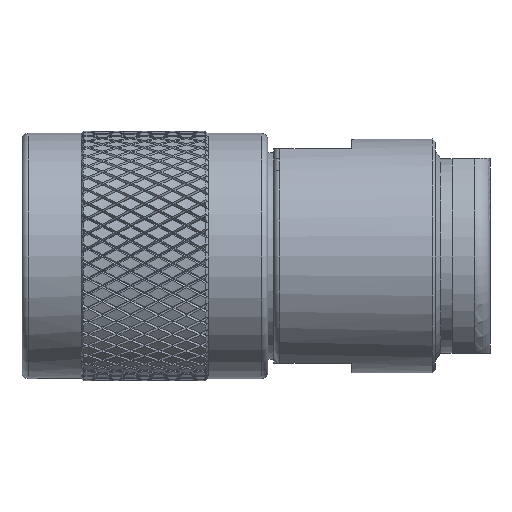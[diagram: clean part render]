
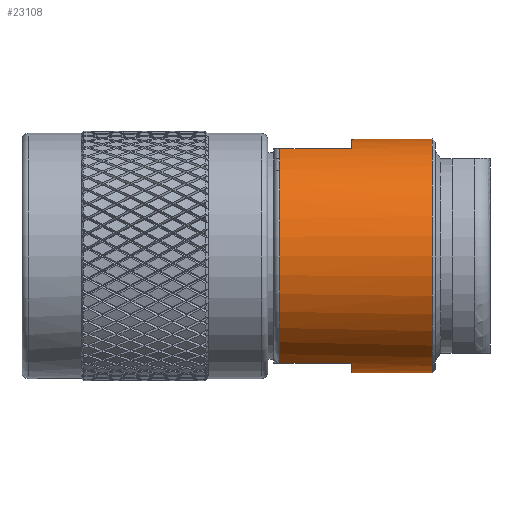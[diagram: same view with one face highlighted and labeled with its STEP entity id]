
A CAD part, front view. The second image highlights one B-rep face of the part: STEP entity #23108.
In plain terms, the highlighted cylindrical face has radius 9.525 mm (diameter 19.05 mm), a full revolution.
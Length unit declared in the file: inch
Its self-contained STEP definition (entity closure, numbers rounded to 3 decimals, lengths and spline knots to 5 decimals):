
#1887 = CARTESIAN_POINT ( 'NONE',  ( 1.12284, 0.1493, -0.344 ) ) ;
#2154 = FACE_OUTER_BOUND ( 'NONE', #77862, .T. ) ;
#2364 = CARTESIAN_POINT ( 'NONE',  ( 0.82642, 0., 0. ) ) ;
#3941 = ORIENTED_EDGE ( 'NONE', *, *, #29380, .T. ) ;
#4278 = ORIENTED_EDGE ( 'NONE', *, *, #102868, .T. ) ;
#5721 = CARTESIAN_POINT ( 'NONE',  ( 1.3151, 0., 0. ) ) ;
#5944 = ORIENTED_EDGE ( 'NONE', *, *, #57675, .T. ) ;
#9200 = CARTESIAN_POINT ( 'NONE',  ( 1.05642, 0.1493, 0.344 ) ) ;
#9221 = AXIS2_PLACEMENT_3D ( 'NONE', #68017, #60039, #77055 ) ;
#9920 = VERTEX_POINT ( 'NONE', #37481 ) ;
#11007 = DIRECTION ( 'NONE',  ( 1., 0., 0. ) ) ;
#12622 = CARTESIAN_POINT ( 'NONE',  ( 0.82642, 0.1493, 0.344 ) ) ;
#14391 = DIRECTION ( 'NONE',  ( -1., 0., 0. ) ) ;
#16245 = AXIS2_PLACEMENT_3D ( 'NONE', #68877, #68498, #26195 ) ;
#22900 = ORIENTED_EDGE ( 'NONE', *, *, #100691, .T. ) ;
#23108 = ADVANCED_FACE ( 'NONE', ( #2154, #30653 ), #94177, .T. ) ;
#24982 = VECTOR ( 'NONE', #35655, 39.37008 ) ;
#26195 = DIRECTION ( 'NONE',  ( 0., 0., 1. ) ) ;
#27063 = CIRCLE ( 'NONE', #82247, 0.375 ) ;
#27883 = VERTEX_POINT ( 'NONE', #12622 ) ;
#28106 = DIRECTION ( 'NONE',  ( 0., 0., 1. ) ) ;
#29380 = EDGE_CURVE ( 'NONE', #78417, #86920, #108357, .T. ) ;
#30653 = FACE_OUTER_BOUND ( 'NONE', #102413, .T. ) ;
#32571 = LINE ( 'NONE', #90023, #58185 ) ;
#34609 = CARTESIAN_POINT ( 'NONE',  ( 1.12284, -0.1493, -0.344 ) ) ;
#35655 = DIRECTION ( 'NONE',  ( -1., 0., 0. ) ) ;
#35990 = CIRCLE ( 'NONE', #53273, 0.375 ) ;
#36286 = CARTESIAN_POINT ( 'NONE',  ( 0.82642, -0.1493, -0.344 ) ) ;
#37481 = CARTESIAN_POINT ( 'NONE',  ( 0.82642, -0.1493, 0.344 ) ) ;
#39261 = CARTESIAN_POINT ( 'NONE',  ( 1.3151, 0., -0.375 ) ) ;
#40555 = DIRECTION ( 'NONE',  ( 0., 0., -1. ) ) ;
#40901 = VECTOR ( 'NONE', #60971, 39.37008 ) ;
#45416 = EDGE_CURVE ( 'NONE', #50068, #50068, #27063, .T. ) ;
#47007 = ORIENTED_EDGE ( 'NONE', *, *, #89308, .T. ) ;
#48605 = DIRECTION ( 'NONE',  ( 1., 0., 0. ) ) ;
#50068 = VERTEX_POINT ( 'NONE', #39261 ) ;
#50536 = CARTESIAN_POINT ( 'NONE',  ( 0.82642, 0.1493, -0.344 ) ) ;
#51716 = ORIENTED_EDGE ( 'NONE', *, *, #45416, .T. ) ;
#52214 = ORIENTED_EDGE ( 'NONE', *, *, #98683, .T. ) ;
#53273 = AXIS2_PLACEMENT_3D ( 'NONE', #61718, #79849, #28106 ) ;
#55031 = EDGE_CURVE ( 'NONE', #86920, #9920, #77416, .T. ) ;
#55055 = CIRCLE ( 'NONE', #9221, 0.375 ) ;
#55635 = DIRECTION ( 'NONE',  ( 0., 0., 1. ) ) ;
#55943 = LINE ( 'NONE', #34609, #99266 ) ;
#57675 = EDGE_CURVE ( 'NONE', #27883, #78417, #32571, .T. ) ;
#57915 = CARTESIAN_POINT ( 'NONE',  ( 1.05642, -0.1493, -0.344 ) ) ;
#58185 = VECTOR ( 'NONE', #11007, 39.37008 ) ;
#60039 = DIRECTION ( 'NONE',  ( 1., 0., 0. ) ) ;
#60971 = DIRECTION ( 'NONE',  ( -1., 0., 0. ) ) ;
#61718 = CARTESIAN_POINT ( 'NONE',  ( 0.82642, 0., 0. ) ) ;
#64713 = VERTEX_POINT ( 'NONE', #50536 ) ;
#65882 = ORIENTED_EDGE ( 'NONE', *, *, #66417, .T. ) ;
#66417 = EDGE_CURVE ( 'NONE', #9920, #74613, #69242, .T. ) ;
#68017 = CARTESIAN_POINT ( 'NONE',  ( 1.05642, 0., 0. ) ) ;
#68498 = DIRECTION ( 'NONE',  ( 1., 0., 0. ) ) ;
#68877 = CARTESIAN_POINT ( 'NONE',  ( 1.05642, 0., 0. ) ) ;
#69242 = CIRCLE ( 'NONE', #97302, 0.375 ) ;
#70075 = CARTESIAN_POINT ( 'NONE',  ( 1.12284, -0.1493, 0.344 ) ) ;
#74613 = VERTEX_POINT ( 'NONE', #36286 ) ;
#76374 = LINE ( 'NONE', #1887, #24982 ) ;
#77055 = DIRECTION ( 'NONE',  ( 0., 0., 1. ) ) ;
#77416 = LINE ( 'NONE', #70075, #40901 ) ;
#77862 = EDGE_LOOP ( 'NONE', ( #51716 ) ) ;
#78417 = VERTEX_POINT ( 'NONE', #9200 ) ;
#79849 = DIRECTION ( 'NONE',  ( 1., 0., 0. ) ) ;
#81435 = DIRECTION ( 'NONE',  ( 1., 0., 0. ) ) ;
#82247 = AXIS2_PLACEMENT_3D ( 'NONE', #5721, #14391, #40555 ) ;
#82647 = ORIENTED_EDGE ( 'NONE', *, *, #55031, .T. ) ;
#84901 = DIRECTION ( 'NONE',  ( 1., 0., 0. ) ) ;
#86920 = VERTEX_POINT ( 'NONE', #100598 ) ;
#89308 = EDGE_CURVE ( 'NONE', #96830, #64713, #76374, .T. ) ;
#90023 = CARTESIAN_POINT ( 'NONE',  ( 1.12284, 0.1493, 0.344 ) ) ;
#92897 = AXIS2_PLACEMENT_3D ( 'NONE', #96703, #48605, #108740 ) ;
#94177 = CYLINDRICAL_SURFACE ( 'NONE', #92897, 0.375 ) ;
#94454 = VERTEX_POINT ( 'NONE', #57915 ) ;
#94511 = CARTESIAN_POINT ( 'NONE',  ( 1.05642, 0.1493, -0.344 ) ) ;
#96703 = CARTESIAN_POINT ( 'NONE',  ( 1.12284, 0., 0. ) ) ;
#96830 = VERTEX_POINT ( 'NONE', #94511 ) ;
#97302 = AXIS2_PLACEMENT_3D ( 'NONE', #2364, #81435, #55635 ) ;
#98683 = EDGE_CURVE ( 'NONE', #94454, #96830, #55055, .T. ) ;
#99266 = VECTOR ( 'NONE', #84901, 39.37008 ) ;
#100598 = CARTESIAN_POINT ( 'NONE',  ( 1.05642, -0.1493, 0.344 ) ) ;
#100691 = EDGE_CURVE ( 'NONE', #64713, #27883, #35990, .T. ) ;
#102413 = EDGE_LOOP ( 'NONE', ( #3941, #82647, #65882, #4278, #52214, #47007, #22900, #5944 ) ) ;
#102868 = EDGE_CURVE ( 'NONE', #74613, #94454, #55943, .T. ) ;
#108357 = CIRCLE ( 'NONE', #16245, 0.375 ) ;
#108740 = DIRECTION ( 'NONE',  ( 0., 0., -1. ) ) ;
